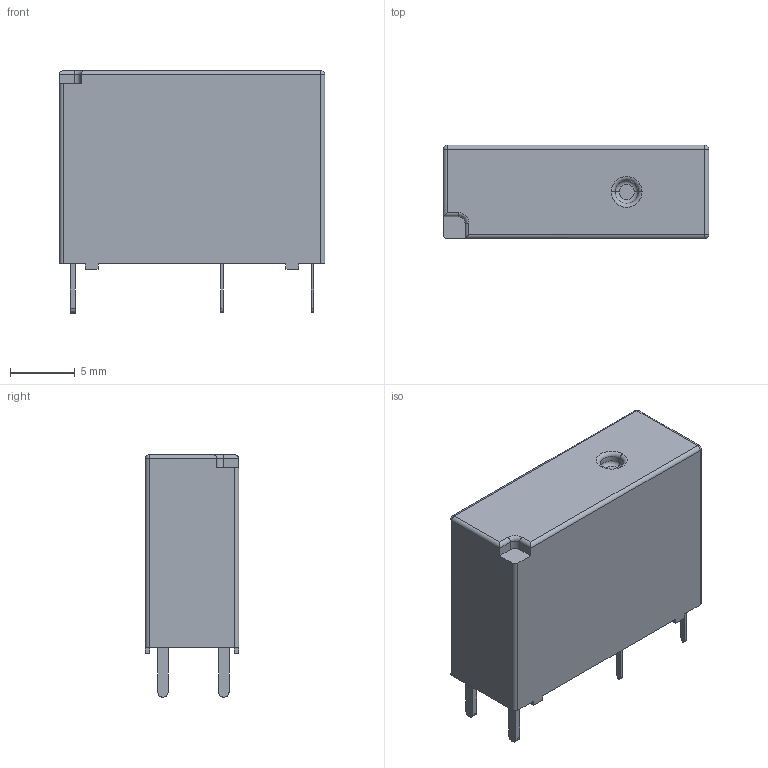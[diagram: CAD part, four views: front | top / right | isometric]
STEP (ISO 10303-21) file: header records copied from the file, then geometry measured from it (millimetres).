
FILE_DESCRIPTION (( 'STEP AP214' ), '1' );
FILE_NAME ('RELAY-TH_ALDP1XXW.step', '2022-07-09T12:59:25', ( '' ), ( '' ), 'SwSTEP 2.0', 'SolidWorks 2020', '' );
FILE_SCHEMA (( 'AUTOMOTIVE_DESIGN' ));
Length unit declared in the file: millimetre
Products named in the file (1): RELAY-TH_ALDP1XXW
Bounding box: 20.5 x 7.21 x 18.7 mm (x, y, z)
Volume: 2195.2 mm3; surface area: 1146.5 mm2
Topology: 1 solids, 1 shells, 354 faces, 949 edges, 625 vertices
Faces by surface type: plane 213, bspline 112, cylinder 21, torus 5, sphere 3
Entity records: 15434 total; most frequent: CARTESIAN_POINT 4036, ORIENTED_EDGE 1892, DIRECTION 1249, EDGE_CURVE 946, LINE 669, VECTOR 669, VERTEX_POINT 625, EDGE_LOOP 385
